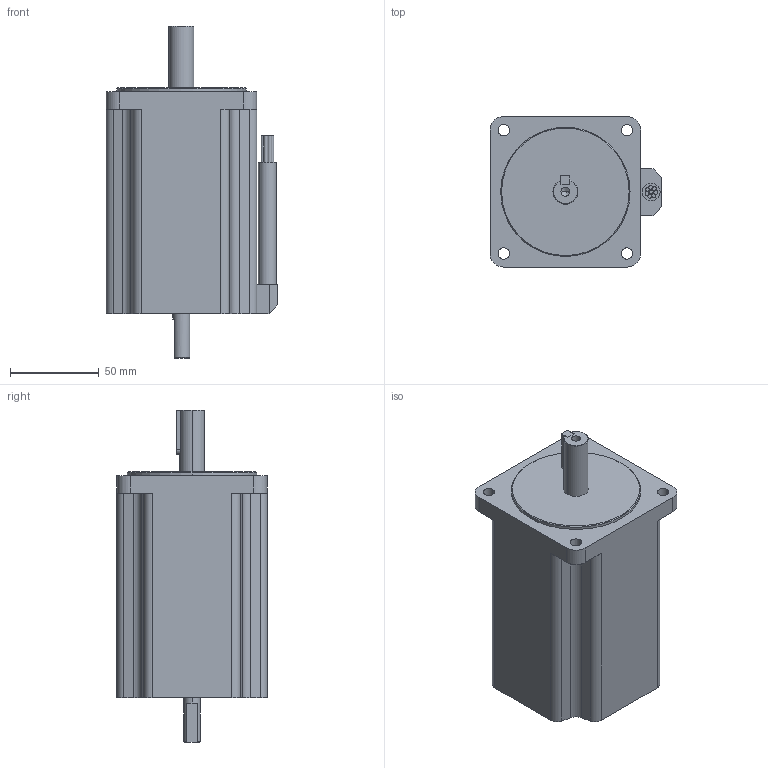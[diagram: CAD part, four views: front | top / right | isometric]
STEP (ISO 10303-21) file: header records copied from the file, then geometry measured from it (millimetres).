
FILE_DESCRIPTION (( 'STEP AP214' ), '1' );
FILE_NAME ('AM34HD2403-M08.STEP', '2018-05-07T08:23:41', ( '' ), ( '' ), 'SwSTEP 2.0', 'SolidWorks 2015', '' );
FILE_SCHEMA (( 'AUTOMOTIVE_DESIGN' ));
Length unit declared in the file: millimetre
Products named in the file (1): AM34HD2403-M08
Bounding box: 97 x 85 x 187.5 mm (x, y, z)
Volume: 830785.4 mm3; surface area: 60753.3 mm2
Topology: 2 solids, 2 shells, 108 faces, 267 edges, 174 vertices
Faces by surface type: cylinder 52, plane 47, cone 9
Entity records: 3310 total; most frequent: DIRECTION 591, CARTESIAN_POINT 591, ORIENTED_EDGE 530, EDGE_CURVE 265, AXIS2_PLACEMENT_3D 222, VERTEX_POINT 174, LINE 147, VECTOR 147
